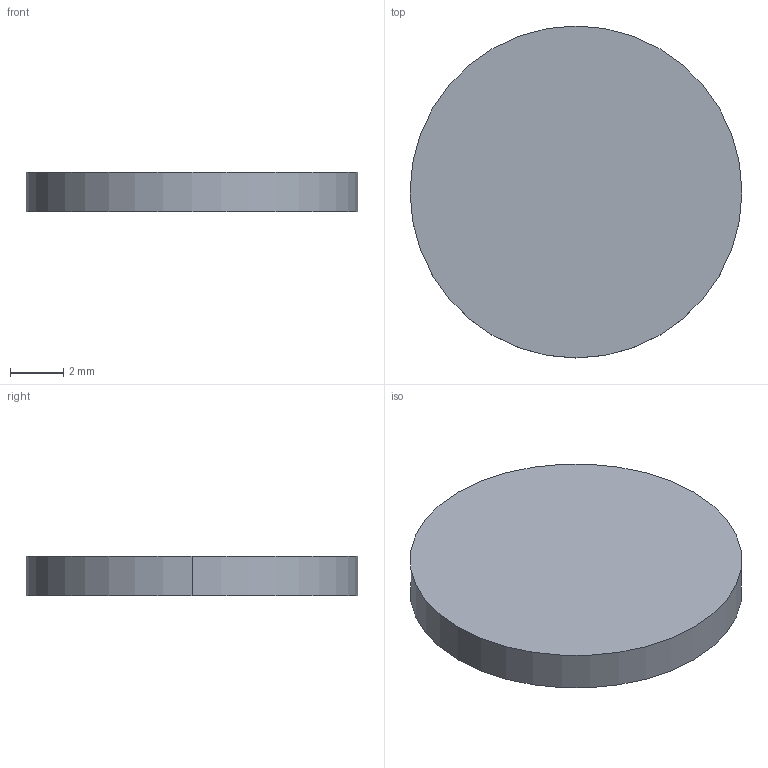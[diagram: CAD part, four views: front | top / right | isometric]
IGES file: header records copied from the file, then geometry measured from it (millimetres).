
Start section: SolidWorks IGES file using analytic representation for surfaces
Global section: file name: 47193_48064.igs; native system: SolidWorks 2016; preprocessor: SolidWorks 2016; author: CLopez; date: 180122.081144; units: millimetre
Bounding box: 12.5 x 12.5 x 1.5 mm (x, y, z)
Volume: 184.1 mm3; surface area: 304.3 mm2
Topology: 1 solids, 1 shells, 4 faces, 6 edges, 4 vertices
Faces by surface type: revolution 2, plane 2
